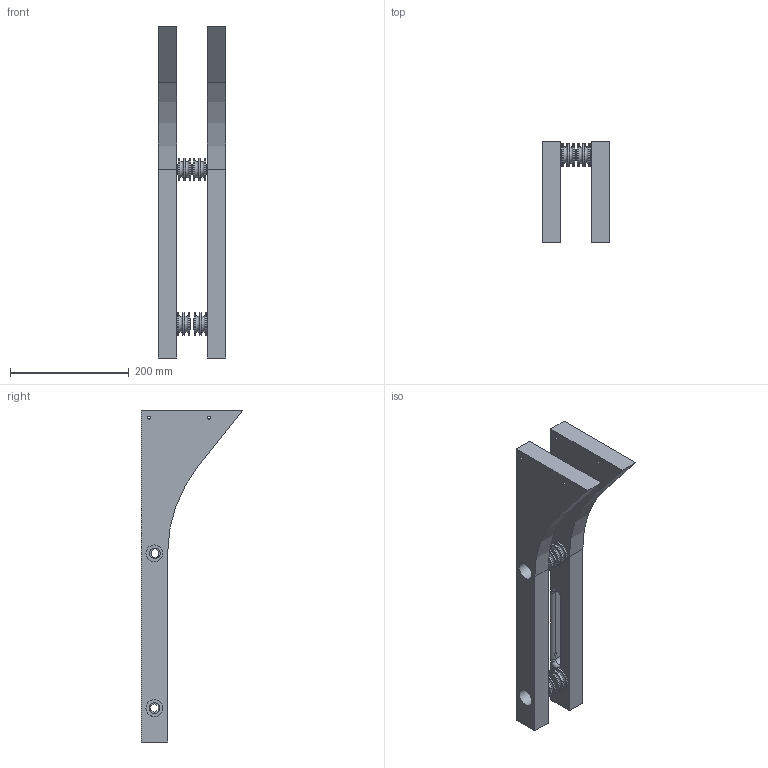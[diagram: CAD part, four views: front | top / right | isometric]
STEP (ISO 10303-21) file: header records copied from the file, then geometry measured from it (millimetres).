
FILE_DESCRIPTION(/* description */ (''),/* implementation_level */ '2;1');
FILE_NAME(/* name */ 'Solid Curve 3D Print v21.step',/* time_stamp */ '2020-01-28T16:56:27-08:00',/* author */ (''),/* organization */ (''),/* preprocessor_version */ 'ST-DEVELOPER v18',/* originating_system */ 'Autodesk Translation Framework v8.12.0.6',/* authorisation */ '');
FILE_SCHEMA (('AUTOMOTIVE_DESIGN { 1 0 10303 214 3 1 1 }'));
Length unit declared in the file: inch
Products named in the file (4): Solid Curve 3D Print; RIGHT Bottom Part 1; LEFT Bottom Part 1; Polycord Roller WCP-0097 Rev1
Assembly tree (6 placements, depth 2):
  Solid Curve 3D Print
    Polycord Roller WCP-0097 Rev1  x4
    RIGHT Bottom Part 1
    LEFT Bottom Part 1
Bounding box: 114.3 x 170.88 x 558.8 mm (x, y, z)
Volume: 2132574.1 mm3; surface area: 280307 mm2
Topology: 6 solids, 6 shells, 143 faces, 365 edges, 255 vertices
Faces by surface type: plane 83, cylinder 44, torus 16
Full cylindrical faces by diameter (mm): 5.156 x3, 5.159 x3, 17.78 x8, 28.575 x4, 38.1 x12
Entity records: 2767 total; most frequent: CARTESIAN_POINT 502, DIRECTION 485, ORIENTED_EDGE 424, EDGE_CURVE 212, AXIS2_PLACEMENT_3D 190, VERTEX_POINT 141, EDGE_LOOP 105, LINE 105
